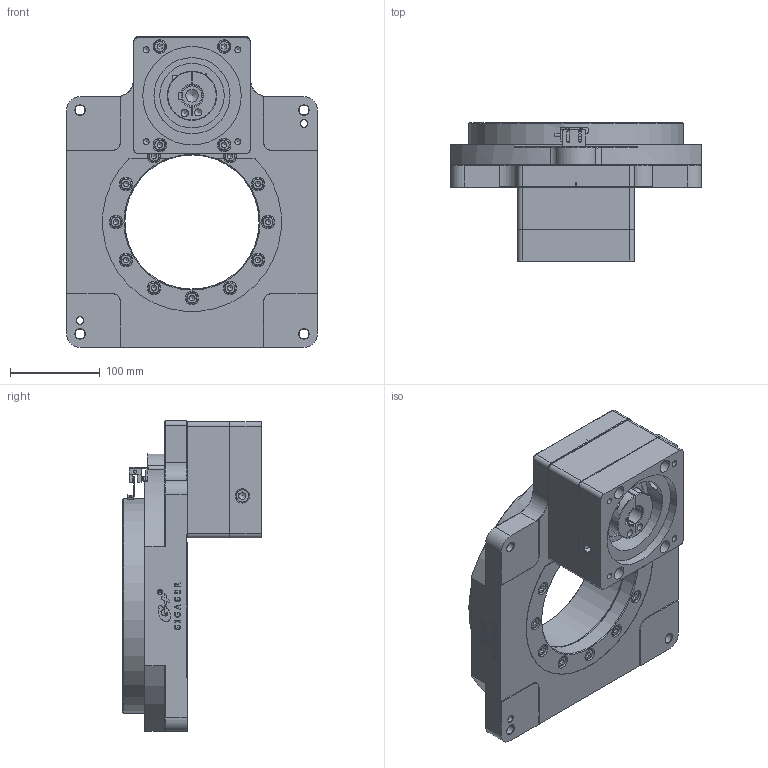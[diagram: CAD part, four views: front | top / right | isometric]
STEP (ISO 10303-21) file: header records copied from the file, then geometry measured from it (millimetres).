
FILE_DESCRIPTION (( 'STEP AP203' ), '1' );
FILE_NAME ('GSN280-10K-SV1.step', '2021-06-01T02:26:41', ( 'Microsoft' ), ( 'Microsoft' ), 'SwSTEP 2.0', 'SolidWorks 2019', '' );
FILE_SCHEMA (( 'CONFIG_CONTROL_DESIGN' ));
Length unit declared in the file: millimetre
Products named in the file (1): GSN280-10K-SV1
Bounding box: 280 x 154.5 x 347 mm (x, y, z)
Volume: 4266662.9 mm3; surface area: 645277.8 mm2
Topology: 36 solids, 38 shells, 1213 faces, 2876 edges, 1812 vertices
Faces by surface type: plane 645, cylinder 257, cone 163, bspline 107, torus 41
Full cylindrical faces by diameter (mm): 1.5 x1, 2.05 x4, 3 x4, 3.5 x3, 4 x2, 5.5 x2, 6.8 x33, 8 x31, 8.5 x1, 9 x16, 10.5 x4, 11 x4, 13 x21, 14 x2, 15 x16, 16 x5, 22 x1, 24 x1, 29.774 x1, 32 x1, 38 x1, 54 x1, 54.9 x1, 55 x2, 72 x1, 85 x1, 90 x2, 95 x1, 110 x1, 150 x2
Entity records: 36717 total; most frequent: CARTESIAN_POINT 10967, DIRECTION 5133, ORIENTED_EDGE 4826, EDGE_CURVE 2413, AXIS2_PLACEMENT_3D 1904, EDGE_LOOP 1732, VERTEX_POINT 1697, FACE_OUTER_BOUND 1421
